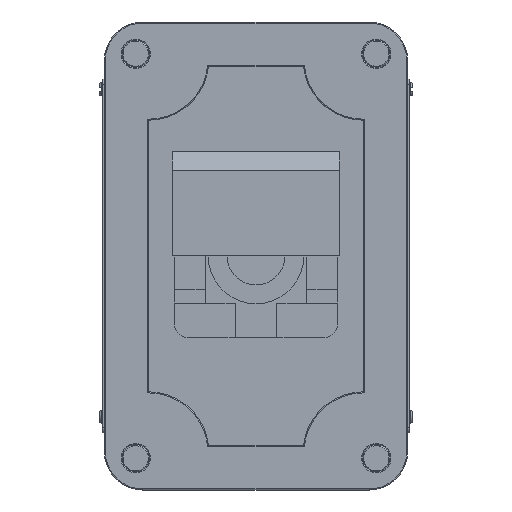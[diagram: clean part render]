
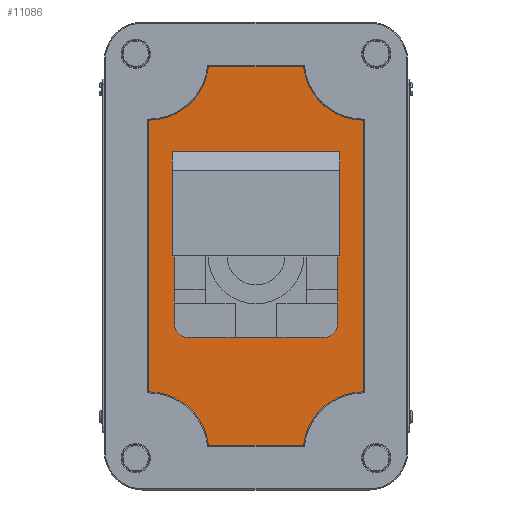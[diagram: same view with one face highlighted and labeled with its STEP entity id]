
A CAD part, front view. The second image highlights one B-rep face of the part: STEP entity #11086.
In plain terms, the highlighted planar face has unit normal (0, -1, 0).
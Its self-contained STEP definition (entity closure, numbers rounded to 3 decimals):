
#252 = DIRECTION ( 'NONE',  ( -1., 0., 0. ) ) ;
#283 = CARTESIAN_POINT ( 'NONE',  ( -11.91, 12.7, 47.625 ) ) ;
#587 = AXIS2_PLACEMENT_3D ( 'NONE', #16747, #17211, #16781 ) ;
#615 = VECTOR ( 'NONE', #7266, 1000. ) ;
#766 = VERTEX_POINT ( 'NONE', #19228 ) ;
#821 = EDGE_LOOP ( 'NONE', ( #5903, #18778, #6366, #4328, #18223, #16064, #10531, #1048 ) ) ;
#1048 = ORIENTED_EDGE ( 'NONE', *, *, #16329, .T. ) ;
#1089 = VERTEX_POINT ( 'NONE', #15546 ) ;
#1468 = LINE ( 'NONE', #14864, #12920 ) ;
#2353 = CARTESIAN_POINT ( 'NONE',  ( 11.91, 12.7, 47.625 ) ) ;
#2808 = VERTEX_POINT ( 'NONE', #13447 ) ;
#2953 = EDGE_CURVE ( 'NONE', #766, #2808, #7842, .T. ) ;
#3046 = EDGE_CURVE ( 'NONE', #6043, #1089, #13383, .T. ) ;
#3469 = FACE_OUTER_BOUND ( 'NONE', #821, .T. ) ;
#3484 = LINE ( 'NONE', #283, #7914 ) ;
#3798 = EDGE_CURVE ( 'NONE', #9921, #11415, #5247, .T. ) ;
#4328 = ORIENTED_EDGE ( 'NONE', *, *, #4592, .T. ) ;
#4592 = EDGE_CURVE ( 'NONE', #1089, #12696, #5190, .T. ) ;
#4705 = LINE ( 'NONE', #7972, #12086 ) ;
#5075 = EDGE_CURVE ( 'NONE', #11415, #6043, #3484, .T. ) ;
#5190 = LINE ( 'NONE', #7279, #615 ) ;
#5247 = CIRCLE ( 'NONE', #18701, 15.24 ) ;
#5401 = CARTESIAN_POINT ( 'NONE',  ( 27.051, 12.7, 34.117 ) ) ;
#5520 = DIRECTION ( 'NONE',  ( 0., 1., 0. ) ) ;
#5536 = CARTESIAN_POINT ( 'NONE',  ( 27.051, 12.7, -49.357 ) ) ;
#5678 = CARTESIAN_POINT ( 'NONE',  ( 27.051, 12.7, 49.357 ) ) ;
#5903 = ORIENTED_EDGE ( 'NONE', *, *, #3798, .T. ) ;
#6043 = VERTEX_POINT ( 'NONE', #15529 ) ;
#6050 = DIRECTION ( 'NONE',  ( 0., 0., 1. ) ) ;
#6366 = ORIENTED_EDGE ( 'NONE', *, *, #3046, .T. ) ;
#6947 = DIRECTION ( 'NONE',  ( 1., 0., 0. ) ) ;
#7008 = CARTESIAN_POINT ( 'NONE',  ( -27.051, 12.7, -49.357 ) ) ;
#7183 = DIRECTION ( 'NONE',  ( 0., 0., -1. ) ) ;
#7261 = CARTESIAN_POINT ( 'NONE',  ( -27.051, 12.7, -34.117 ) ) ;
#7266 = DIRECTION ( 'NONE',  ( 0., 0., -1. ) ) ;
#7279 = CARTESIAN_POINT ( 'NONE',  ( -27.051, 12.7, 34.117 ) ) ;
#7321 = DIRECTION ( 'NONE',  ( 0., 0., 1. ) ) ;
#7842 = CIRCLE ( 'NONE', #9084, 15.24 ) ;
#7914 = VECTOR ( 'NONE', #252, 1000. ) ;
#7972 = CARTESIAN_POINT ( 'NONE',  ( -11.91, 12.7, -47.625 ) ) ;
#8494 = DIRECTION ( 'NONE',  ( 0., 0., -1. ) ) ;
#8600 = PLANE ( 'NONE',  #11178 ) ;
#9084 = AXIS2_PLACEMENT_3D ( 'NONE', #5536, #5520, #7321 ) ;
#9921 = VERTEX_POINT ( 'NONE', #5401 ) ;
#10531 = ORIENTED_EDGE ( 'NONE', *, *, #2953, .T. ) ;
#11072 = CARTESIAN_POINT ( 'NONE',  ( -11.91, 12.7, -47.625 ) ) ;
#11086 = ADVANCED_FACE ( 'NONE', ( #3469 ), #8600, .T. ) ;
#11178 = AXIS2_PLACEMENT_3D ( 'NONE', #5678, #15971, #7183 ) ;
#11415 = VERTEX_POINT ( 'NONE', #2353 ) ;
#12086 = VECTOR ( 'NONE', #6947, 1000. ) ;
#12569 = CIRCLE ( 'NONE', #12834, 15.24 ) ;
#12696 = VERTEX_POINT ( 'NONE', #7261 ) ;
#12750 = CARTESIAN_POINT ( 'NONE',  ( 27.051, 12.7, 49.357 ) ) ;
#12769 = DIRECTION ( 'NONE',  ( 0., 0., -1. ) ) ;
#12787 = DIRECTION ( 'NONE',  ( 0., 1., 0. ) ) ;
#12834 = AXIS2_PLACEMENT_3D ( 'NONE', #7008, #17327, #8494 ) ;
#12920 = VECTOR ( 'NONE', #6050, 1000. ) ;
#13383 = CIRCLE ( 'NONE', #587, 15.24 ) ;
#13447 = CARTESIAN_POINT ( 'NONE',  ( 27.051, 12.7, -34.117 ) ) ;
#14864 = CARTESIAN_POINT ( 'NONE',  ( 27.051, 12.7, 34.117 ) ) ;
#15529 = CARTESIAN_POINT ( 'NONE',  ( -11.91, 12.7, 47.625 ) ) ;
#15546 = CARTESIAN_POINT ( 'NONE',  ( -27.051, 12.7, 34.117 ) ) ;
#15971 = DIRECTION ( 'NONE',  ( 0., -1., 0. ) ) ;
#16064 = ORIENTED_EDGE ( 'NONE', *, *, #19130, .T. ) ;
#16329 = EDGE_CURVE ( 'NONE', #2808, #9921, #1468, .T. ) ;
#16747 = CARTESIAN_POINT ( 'NONE',  ( -27.051, 12.7, 49.357 ) ) ;
#16781 = DIRECTION ( 'NONE',  ( 0., 0., 1. ) ) ;
#17211 = DIRECTION ( 'NONE',  ( 0., 1., 0. ) ) ;
#17327 = DIRECTION ( 'NONE',  ( 0., 1., 0. ) ) ;
#18223 = ORIENTED_EDGE ( 'NONE', *, *, #19135, .T. ) ;
#18470 = VERTEX_POINT ( 'NONE', #11072 ) ;
#18701 = AXIS2_PLACEMENT_3D ( 'NONE', #12750, #12787, #12769 ) ;
#18778 = ORIENTED_EDGE ( 'NONE', *, *, #5075, .T. ) ;
#19130 = EDGE_CURVE ( 'NONE', #18470, #766, #4705, .T. ) ;
#19135 = EDGE_CURVE ( 'NONE', #12696, #18470, #12569, .T. ) ;
#19228 = CARTESIAN_POINT ( 'NONE',  ( 11.91, 12.7, -47.625 ) ) ;
